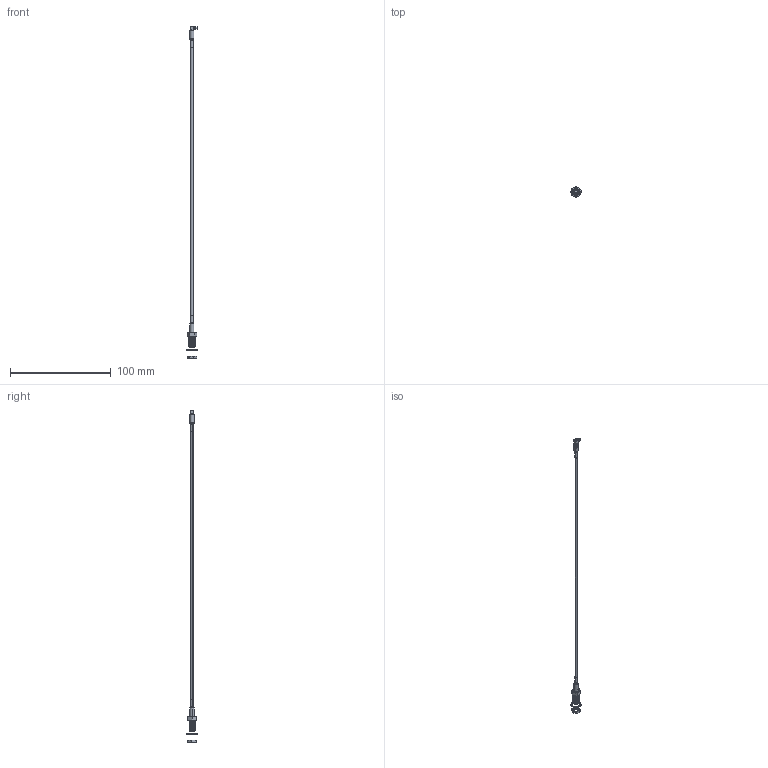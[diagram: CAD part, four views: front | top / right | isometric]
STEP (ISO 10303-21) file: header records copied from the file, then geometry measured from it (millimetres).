
FILE_DESCRIPTION (( 'STEP AP214' ), '1' );
FILE_NAME ('CAB.01046_D01.STEP', '2025-09-23T07:59:01', ( '' ), ( '' ), 'SwSTEP 2.0', 'SolidWorks 2024', '' );
FILE_SCHEMA (( 'AUTOMOTIVE_DESIGN' ));
Length unit declared in the file: millimetre
Products named in the file (7): STD MMCX(M)RA.Au; RG174; SMA Nut; CAB.01046_D01; 001315C010000A (for 1.37 cable)_Black_RG178; SMA Washer; STD SMA(F)BKST_3.4L.Au_default
Assembly tree (7 placements, depth 2):
  CAB.01046_D01
    RG174
    STD MMCX(M)RA.Au
    STD SMA(F)BKST_3.4L.Au_default
    001315C010000A (for 1.37 cable)_Black_RG178  x2
    SMA Washer
    SMA Nut
Bounding box: 10.35 x 10.2 x 328.9 mm (x, y, z)
Volume: 2342.7 mm3; surface area: 4395.8 mm2
Topology: 7 solids, 7 shells, 2195 faces, 4598 edges, 2450 vertices
Faces by surface type: bspline 1472, cylinder 427, plane 240, cone 32, torus 24
Entity records: 96155 total; most frequent: CARTESIAN_POINT 67274, ORIENTED_EDGE 9112, EDGE_CURVE 4556, VERTEX_POINT 2428, EDGE_LOOP 2218, DIRECTION 2175, FACE_OUTER_BOUND 2175, ADVANCED_FACE 2175
